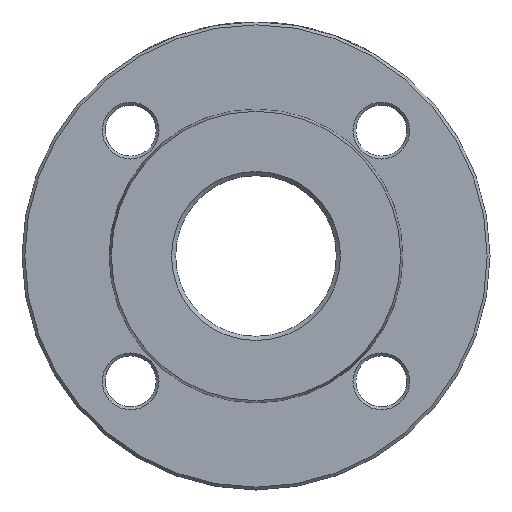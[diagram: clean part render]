
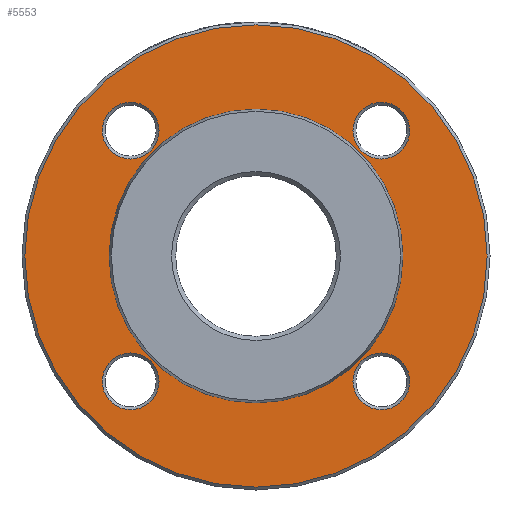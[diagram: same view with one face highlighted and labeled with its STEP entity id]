
A CAD part, left-side view. The second image highlights one B-rep face of the part: STEP entity #5553.
In plain terms, the highlighted planar face has unit normal (-1, 0, 0).
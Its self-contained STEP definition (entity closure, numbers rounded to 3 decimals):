
#381 = DIRECTION ( 'NONE',  ( -1., 0., 0. ) ) ;
#533 = EDGE_CURVE ( 'NONE', #939, #939, #1102, .T. ) ;
#665 = PLANE ( 'NONE',  #4578 ) ;
#711 = CIRCLE ( 'NONE', #6185, 51.804 ) ;
#838 = CIRCLE ( 'NONE', #4492, 81.5 ) ;
#932 = DIRECTION ( 'NONE',  ( 1., 0., 0. ) ) ;
#939 = VERTEX_POINT ( 'NONE', #1876 ) ;
#987 = AXIS2_PLACEMENT_3D ( 'NONE', #5132, #932, #3558 ) ;
#1102 = CIRCLE ( 'NONE', #987, 10. ) ;
#1520 = EDGE_LOOP ( 'NONE', ( #1768 ) ) ;
#1614 = CARTESIAN_POINT ( 'NONE',  ( 3., 44.194, 34.194 ) ) ;
#1649 = VERTEX_POINT ( 'NONE', #5958 ) ;
#1664 = DIRECTION ( 'NONE',  ( 1., 0., 0. ) ) ;
#1705 = FACE_BOUND ( 'NONE', #3565, .T. ) ;
#1768 = ORIENTED_EDGE ( 'NONE', *, *, #6886, .T. ) ;
#1772 = AXIS2_PLACEMENT_3D ( 'NONE', #5549, #1664, #6009 ) ;
#1876 = CARTESIAN_POINT ( 'NONE',  ( 3., -34.194, 44.194 ) ) ;
#2321 = AXIS2_PLACEMENT_3D ( 'NONE', #3126, #3160, #6908 ) ;
#2601 = DIRECTION ( 'NONE',  ( 0., 0., 1. ) ) ;
#2725 = FACE_BOUND ( 'NONE', #5696, .T. ) ;
#2837 = CARTESIAN_POINT ( 'NONE',  ( 3., 51.804, 0. ) ) ;
#3126 = CARTESIAN_POINT ( 'NONE',  ( 3., -44.194, -44.194 ) ) ;
#3137 = VERTEX_POINT ( 'NONE', #5886 ) ;
#3160 = DIRECTION ( 'NONE',  ( 1., 0., 0. ) ) ;
#3215 = CARTESIAN_POINT ( 'NONE',  ( 3., 44.194, -44.194 ) ) ;
#3346 = EDGE_LOOP ( 'NONE', ( #5897 ) ) ;
#3373 = FACE_OUTER_BOUND ( 'NONE', #4207, .T. ) ;
#3464 = CIRCLE ( 'NONE', #1772, 10. ) ;
#3488 = ORIENTED_EDGE ( 'NONE', *, *, #4803, .T. ) ;
#3558 = DIRECTION ( 'NONE',  ( 0., 1., 0. ) ) ;
#3565 = EDGE_LOOP ( 'NONE', ( #3703 ) ) ;
#3609 = EDGE_CURVE ( 'NONE', #5851, #5851, #5374, .T. ) ;
#3703 = ORIENTED_EDGE ( 'NONE', *, *, #3609, .T. ) ;
#3791 = EDGE_CURVE ( 'NONE', #1649, #1649, #711, .T. ) ;
#3803 = DIRECTION ( 'NONE',  ( 0., 0., -1. ) ) ;
#3829 = FACE_BOUND ( 'NONE', #1520, .T. ) ;
#3962 = CARTESIAN_POINT ( 'NONE',  ( 3., 0., 0. ) ) ;
#3989 = FACE_BOUND ( 'NONE', #3346, .T. ) ;
#4170 = CARTESIAN_POINT ( 'NONE',  ( 3., 0., 0. ) ) ;
#4207 = EDGE_LOOP ( 'NONE', ( #4694 ) ) ;
#4217 = VERTEX_POINT ( 'NONE', #1614 ) ;
#4355 = ORIENTED_EDGE ( 'NONE', *, *, #3791, .F. ) ;
#4405 = DIRECTION ( 'NONE',  ( 1., 0., 0. ) ) ;
#4492 = AXIS2_PLACEMENT_3D ( 'NONE', #3962, #4546, #3803 ) ;
#4546 = DIRECTION ( 'NONE',  ( -1., 0., 0. ) ) ;
#4578 = AXIS2_PLACEMENT_3D ( 'NONE', #2837, #6090, #6546 ) ;
#4694 = ORIENTED_EDGE ( 'NONE', *, *, #6064, .T. ) ;
#4803 = EDGE_CURVE ( 'NONE', #4217, #4217, #3464, .T. ) ;
#5132 = CARTESIAN_POINT ( 'NONE',  ( 3., -44.194, 44.194 ) ) ;
#5359 = DIRECTION ( 'NONE',  ( 0., -1., 0. ) ) ;
#5374 = CIRCLE ( 'NONE', #2321, 10. ) ;
#5421 = VERTEX_POINT ( 'NONE', #6955 ) ;
#5476 = FACE_BOUND ( 'NONE', #6389, .T. ) ;
#5496 = AXIS2_PLACEMENT_3D ( 'NONE', #3215, #4405, #5359 ) ;
#5549 = CARTESIAN_POINT ( 'NONE',  ( 3., 44.194, 44.194 ) ) ;
#5553 = ADVANCED_FACE ( 'NONE', ( #3829, #1705, #3989, #5476, #3373, #2725 ), #665, .F. ) ;
#5696 = EDGE_LOOP ( 'NONE', ( #4355 ) ) ;
#5851 = VERTEX_POINT ( 'NONE', #6390 ) ;
#5886 = CARTESIAN_POINT ( 'NONE',  ( 3., 0., -81.5 ) ) ;
#5897 = ORIENTED_EDGE ( 'NONE', *, *, #533, .T. ) ;
#5958 = CARTESIAN_POINT ( 'NONE',  ( 3., 0., 51.804 ) ) ;
#6009 = DIRECTION ( 'NONE',  ( 0., 0., -1. ) ) ;
#6064 = EDGE_CURVE ( 'NONE', #3137, #3137, #838, .T. ) ;
#6090 = DIRECTION ( 'NONE',  ( 1., 0., 0. ) ) ;
#6185 = AXIS2_PLACEMENT_3D ( 'NONE', #4170, #381, #2601 ) ;
#6389 = EDGE_LOOP ( 'NONE', ( #3488 ) ) ;
#6390 = CARTESIAN_POINT ( 'NONE',  ( 3., -44.194, -34.194 ) ) ;
#6546 = DIRECTION ( 'NONE',  ( 0., 0., -1. ) ) ;
#6862 = CIRCLE ( 'NONE', #5496, 10. ) ;
#6886 = EDGE_CURVE ( 'NONE', #5421, #5421, #6862, .T. ) ;
#6908 = DIRECTION ( 'NONE',  ( 0., 0., 1. ) ) ;
#6955 = CARTESIAN_POINT ( 'NONE',  ( 3., 34.194, -44.194 ) ) ;
